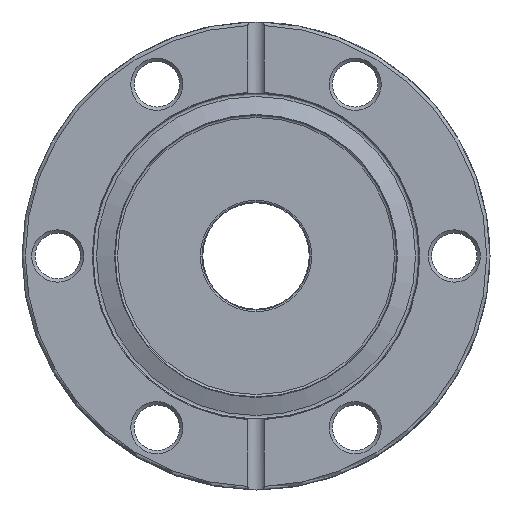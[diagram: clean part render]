
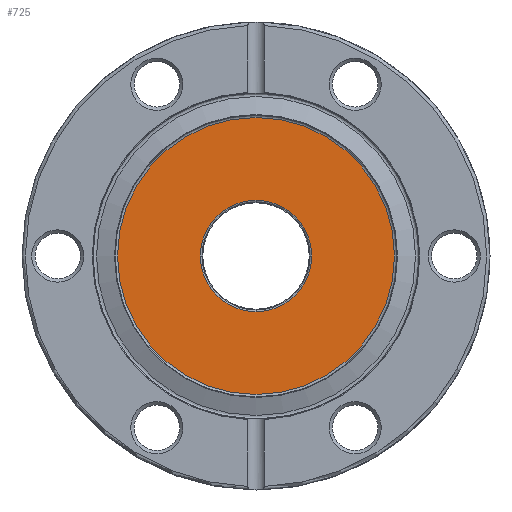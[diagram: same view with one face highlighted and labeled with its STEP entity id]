
A CAD part, front view. The second image highlights one B-rep face of the part: STEP entity #725.
In plain terms, the highlighted planar face has unit normal (0, -1, 0).
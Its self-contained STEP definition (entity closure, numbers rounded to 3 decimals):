
#88 = AXIS2_PLACEMENT_3D ( 'NONE', #2623, #318, #1348 ) ;
#246 = CIRCLE ( 'NONE', #1283, 20.503 ) ;
#318 = DIRECTION ( 'NONE',  ( 0., 1., 0. ) ) ;
#545 = DIRECTION ( 'NONE',  ( 0., 0., 1. ) ) ;
#692 = CARTESIAN_POINT ( 'NONE',  ( 0., -11.53, 8.25 ) ) ;
#725 = ADVANCED_FACE ( 'NONE', ( #1177, #1967 ), #2105, .F. ) ;
#912 = VERTEX_POINT ( 'NONE', #1998 ) ;
#1136 = EDGE_LOOP ( 'NONE', ( #2299 ) ) ;
#1177 = FACE_OUTER_BOUND ( 'NONE', #1215, .T. ) ;
#1215 = EDGE_LOOP ( 'NONE', ( #2443 ) ) ;
#1283 = AXIS2_PLACEMENT_3D ( 'NONE', #2856, #2316, #545 ) ;
#1348 = DIRECTION ( 'NONE',  ( 0., 0., 1. ) ) ;
#1368 = AXIS2_PLACEMENT_3D ( 'NONE', #2621, #2139, #2389 ) ;
#1967 = FACE_BOUND ( 'NONE', #1136, .T. ) ;
#1998 = CARTESIAN_POINT ( 'NONE',  ( 0., -11.53, 20.503 ) ) ;
#2105 = PLANE ( 'NONE',  #88 ) ;
#2139 = DIRECTION ( 'NONE',  ( 0., 1., 0. ) ) ;
#2299 = ORIENTED_EDGE ( 'NONE', *, *, #2458, .T. ) ;
#2316 = DIRECTION ( 'NONE',  ( 0., -1., 0. ) ) ;
#2389 = DIRECTION ( 'NONE',  ( 0., 0., 1. ) ) ;
#2443 = ORIENTED_EDGE ( 'NONE', *, *, #3063, .T. ) ;
#2458 = EDGE_CURVE ( 'NONE', #2829, #2829, #3229, .T. ) ;
#2621 = CARTESIAN_POINT ( 'NONE',  ( 0., -11.53, 0. ) ) ;
#2623 = CARTESIAN_POINT ( 'NONE',  ( -8.25, -11.53, 0. ) ) ;
#2829 = VERTEX_POINT ( 'NONE', #692 ) ;
#2856 = CARTESIAN_POINT ( 'NONE',  ( 0., -11.53, 0. ) ) ;
#3063 = EDGE_CURVE ( 'NONE', #912, #912, #246, .T. ) ;
#3229 = CIRCLE ( 'NONE', #1368, 8.25 ) ;
